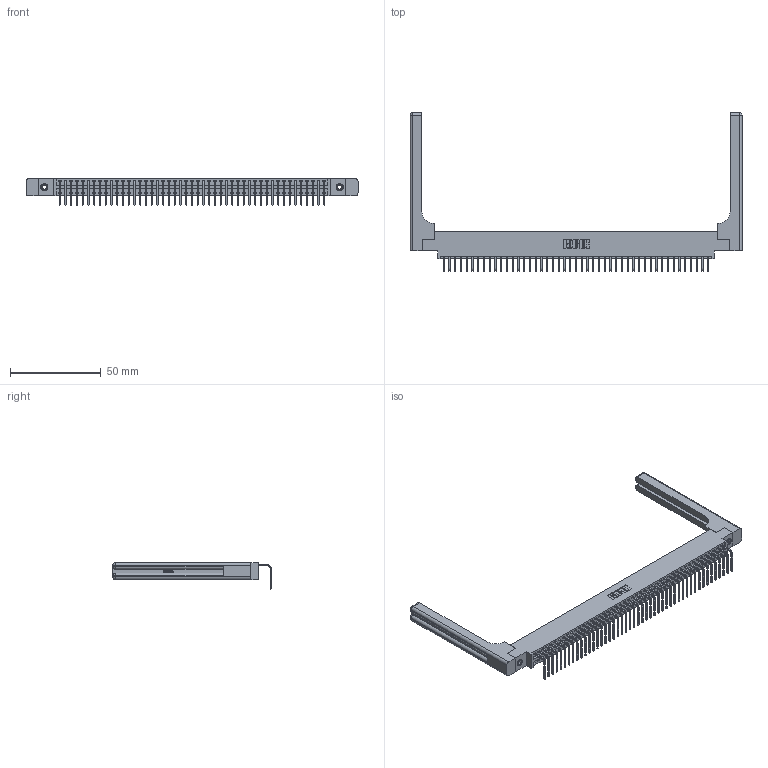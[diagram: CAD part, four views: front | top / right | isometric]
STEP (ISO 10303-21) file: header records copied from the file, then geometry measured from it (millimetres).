
FILE_DESCRIPTION (( 'STEP AP203' ), '1' );
FILE_NAME ('396-047-558-658.STEP', '2019-11-01T08:26:12', ( '' ), ( '' ), 'SwSTEP 2.0', 'SolidWorks 2016', '' );
FILE_SCHEMA (( 'CONFIG_CONTROL_DESIGN' ));
Length unit declared in the file: inch
Products named in the file (5): 346 Part_0.170 Offset - 0.156 Dia-TH; 345-292-001_558 Tail - 2; 345-250-001_345-250-001-102; 346-220-058_345-220-058; 396-047-558-658
Assembly tree (52 placements, depth 2):
  396-047-558-658
    346 Part_0.170 Offset - 0.156 Dia-TH
    345-292-001_558 Tail - 2  x47
    345-250-001_345-250-001-102  x2
    346-220-058_345-220-058  x2
Bounding box: 183.29 x 87.44 x 14.73 mm (x, y, z)
Volume: 25099.4 mm3; surface area: 28292 mm2
Topology: 52 solids, 52 shells, 3202 faces, 9561 edges, 6290 vertices
Faces by surface type: plane 2202, cylinder 940, bspline 36, cone 12, sphere 8, torus 4
Entity records: 33894 total; most frequent: CARTESIAN_POINT 6790, ORIENTED_EDGE 5568, DIRECTION 4914, EDGE_CURVE 2784, VECTOR 2372, LINE 2372, VERTEX_POINT 1846, AXIS2_PLACEMENT_3D 1271
